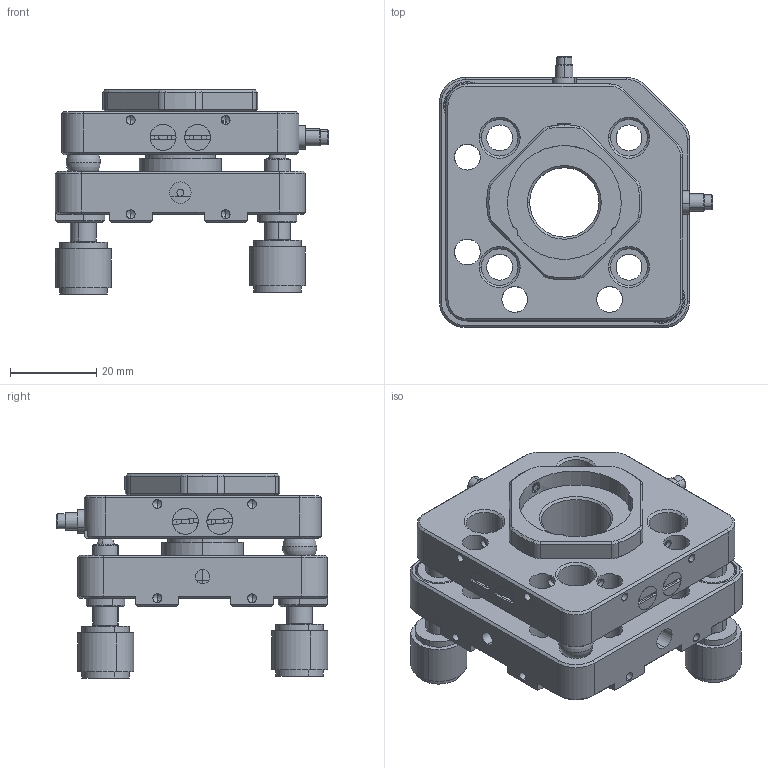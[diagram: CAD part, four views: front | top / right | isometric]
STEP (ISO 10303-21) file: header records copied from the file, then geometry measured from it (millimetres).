
FILE_DESCRIPTION (( 'STEP AP214' ), '1' );
FILE_NAME ('GCT-080701 俋倰芞.STEP', '2016-06-08T07:09:16', ( 'Lxtx999.CoM' ), ( 'Lxtx999.CoM' ), 'SwSTEP 2.0', 'SolidWorks 2010', '' );
FILE_SCHEMA (( 'AUTOMOTIVE_DESIGN' ));
Length unit declared in the file: centimetre
Products named in the file (1): GCT-080701 俋倰芞
Bounding box: 63.4 x 62.9 x 47.34 mm (x, y, z)
Surface area: 26013.4 mm2 (no closed solid volume)
Topology: 0 solids, 35 shells, 522 faces, 1408 edges, 893 vertices
Faces by surface type: cylinder 221, plane 169, cone 126, sphere 6
Entity records: 22611 total; most frequent: CARTESIAN_POINT 3579, DIRECTION 2986, ORIENTED_EDGE 2466, EDGE_CURVE 1373, AXIS2_PLACEMENT_3D 1143, VERTEX_POINT 884, VECTOR 700, LINE 700
